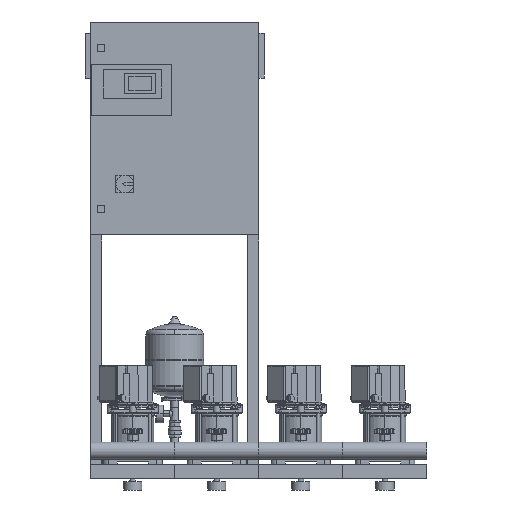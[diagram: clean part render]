
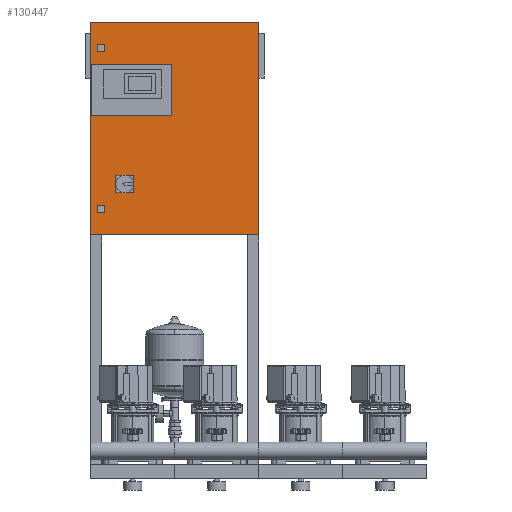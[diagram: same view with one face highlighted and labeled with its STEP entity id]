
A CAD part, front view. The second image highlights one B-rep face of the part: STEP entity #130447.
In plain terms, the highlighted planar face has unit normal (0, -1, 0).
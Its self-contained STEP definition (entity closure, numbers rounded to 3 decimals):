
#129066=CARTESIAN_POINT('',(50.,-195.091,1590.0));
#129067=VERTEX_POINT('',#129066);
#129074=CARTESIAN_POINT('',(25.,-195.091,1590.0));
#129075=VERTEX_POINT('',#129074);
#129076=CARTESIAN_POINT('',(25.,-195.091,1590.0));
#129077=DIRECTION('',(1.0,0.0,0.0));
#129078=VECTOR('',#129077,25.0);
#129079=LINE('',#129076,#129078);
#129080=EDGE_CURVE('',#129075,#129067,#129079,.T.);
#129098=CARTESIAN_POINT('',(25.0,-195.091,1565.0));
#129099=VERTEX_POINT('',#129098);
#129100=CARTESIAN_POINT('',(25.0,-195.091,1565.0));
#129101=DIRECTION('',(0.0,0.0,1.0));
#129102=VECTOR('',#129101,25.0);
#129103=LINE('',#129100,#129102);
#129104=EDGE_CURVE('',#129099,#129075,#129103,.T.);
#129122=CARTESIAN_POINT('',(50.,-195.091,1565.0));
#129123=VERTEX_POINT('',#129122);
#129124=CARTESIAN_POINT('',(50.,-195.091,1565.0));
#129125=DIRECTION('',(-1.0,0.0,0.0));
#129126=VECTOR('',#129125,25.);
#129127=LINE('',#129124,#129126);
#129128=EDGE_CURVE('',#129123,#129099,#129127,.T.);
#129146=CARTESIAN_POINT('',(50.,-195.091,1590.0));
#129147=DIRECTION('',(0.0,0.0,-1.0));
#129148=VECTOR('',#129147,25.0);
#129149=LINE('',#129146,#129148);
#129150=EDGE_CURVE('',#129067,#129123,#129149,.T.);
#129171=CARTESIAN_POINT('',(50.,-195.091,990.0));
#129172=VERTEX_POINT('',#129171);
#129179=CARTESIAN_POINT('',(50.,-195.091,1015.0));
#129180=VERTEX_POINT('',#129179);
#129181=CARTESIAN_POINT('',(50.,-195.091,1015.0));
#129182=DIRECTION('',(0.0,0.0,-1.0));
#129183=VECTOR('',#129182,25.0);
#129184=LINE('',#129181,#129183);
#129185=EDGE_CURVE('',#129180,#129172,#129184,.T.);
#129209=CARTESIAN_POINT('',(25.,-195.091,990.0));
#129210=VERTEX_POINT('',#129209);
#129217=CARTESIAN_POINT('',(50.,-195.091,990.0));
#129218=DIRECTION('',(-1.0,0.0,0.0));
#129219=VECTOR('',#129218,25.);
#129220=LINE('',#129217,#129219);
#129221=EDGE_CURVE('',#129172,#129210,#129220,.T.);
#129240=CARTESIAN_POINT('',(25.,-195.091,1015.0));
#129241=VERTEX_POINT('',#129240);
#129248=CARTESIAN_POINT('',(25.,-195.091,990.0));
#129249=DIRECTION('',(0.0,0.0,1.0));
#129250=VECTOR('',#129249,25.0);
#129251=LINE('',#129248,#129250);
#129252=EDGE_CURVE('',#129210,#129241,#129251,.T.);
#129270=CARTESIAN_POINT('',(25.,-195.091,1015.0));
#129271=DIRECTION('',(1.0,0.0,0.0));
#129272=VECTOR('',#129271,25.);
#129273=LINE('',#129270,#129272);
#129274=EDGE_CURVE('',#129241,#129180,#129273,.T.);
#129979=CARTESIAN_POINT('',(2.0,-195.091,1520.0));
#129980=VERTEX_POINT('',#129979);
#129987=CARTESIAN_POINT('',(2.0,-195.091,1335.0));
#129988=VERTEX_POINT('',#129987);
#129989=CARTESIAN_POINT('',(2.0,-195.091,1335.0));
#129990=DIRECTION('',(0.0,0.0,1.0));
#129991=VECTOR('',#129990,185.0);
#129992=LINE('',#129989,#129991);
#129993=EDGE_CURVE('',#129988,#129980,#129992,.T.);
#130018=CARTESIAN_POINT('',(288.,-195.091,1335.0));
#130019=VERTEX_POINT('',#130018);
#130020=CARTESIAN_POINT('',(288.,-195.091,1335.0));
#130021=DIRECTION('',(-1.0,0.0,0.0));
#130022=VECTOR('',#130021,286.);
#130023=LINE('',#130020,#130022);
#130024=EDGE_CURVE('',#130019,#129988,#130023,.T.);
#130049=CARTESIAN_POINT('',(288.0,-195.091,1520.0));
#130050=VERTEX_POINT('',#130049);
#130051=CARTESIAN_POINT('',(288.0,-195.091,1520.0));
#130052=DIRECTION('',(0.0,0.0,-1.0));
#130053=VECTOR('',#130052,185.0);
#130054=LINE('',#130051,#130053);
#130055=EDGE_CURVE('',#130050,#130019,#130054,.T.);
#130078=CARTESIAN_POINT('',(2.0,-195.091,1520.0));
#130079=DIRECTION('',(1.0,0.0,0.0));
#130080=VECTOR('',#130079,286.0);
#130081=LINE('',#130078,#130080);
#130082=EDGE_CURVE('',#129980,#130050,#130081,.T.);
#130390=CARTESIAN_POINT('',(300.,-195.091,1290.0));
#130391=DIRECTION('',(0.0,-1.0,0.0));
#130392=DIRECTION('',(1.0,0.0,0.0));
#130393=AXIS2_PLACEMENT_3D('',#130390,#130391,#130392);
#130394=PLANE('',#130393);
#130395=CARTESIAN_POINT('',(0.,-195.091,910.0));
#130396=VERTEX_POINT('',#130395);
#130397=CARTESIAN_POINT('',(0.,-195.091,1670.0));
#130398=VERTEX_POINT('',#130397);
#130399=CARTESIAN_POINT('',(0.,-195.091,910.0));
#130400=DIRECTION('',(0.0,0.0,1.0));
#130401=VECTOR('',#130400,760.0);
#130402=LINE('',#130399,#130401);
#130403=EDGE_CURVE('',#130396,#130398,#130402,.T.);
#130404=ORIENTED_EDGE('',*,*,#130403,.F.);
#130405=CARTESIAN_POINT('',(600.0,-195.091,910.0));
#130406=VERTEX_POINT('',#130405);
#130407=CARTESIAN_POINT('',(600.0,-195.091,910.0));
#130408=DIRECTION('',(-1.0,0.0,0.0));
#130409=VECTOR('',#130408,600.);
#130410=LINE('',#130407,#130409);
#130411=EDGE_CURVE('',#130406,#130396,#130410,.T.);
#130412=ORIENTED_EDGE('',*,*,#130411,.F.);
#130413=CARTESIAN_POINT('',(600.0,-195.091,1670.0));
#130414=VERTEX_POINT('',#130413);
#130415=CARTESIAN_POINT('',(600.0,-195.091,1670.0));
#130416=DIRECTION('',(0.0,0.0,-1.0));
#130417=VECTOR('',#130416,760.0);
#130418=LINE('',#130415,#130417);
#130419=EDGE_CURVE('',#130414,#130406,#130418,.T.);
#130420=ORIENTED_EDGE('',*,*,#130419,.F.);
#130421=CARTESIAN_POINT('',(0.,-195.091,1670.0));
#130422=DIRECTION('',(1.0,0.0,0.0));
#130423=VECTOR('',#130422,600.0);
#130424=LINE('',#130421,#130423);
#130425=EDGE_CURVE('',#130398,#130414,#130424,.T.);
#130426=ORIENTED_EDGE('',*,*,#130425,.F.);
#130427=EDGE_LOOP('',(#130404,#130412,#130420,#130426));
#130428=FACE_OUTER_BOUND('',#130427,.T.);
#130429=ORIENTED_EDGE('',*,*,#129080,.T.);
#130430=ORIENTED_EDGE('',*,*,#129150,.T.);
#130431=ORIENTED_EDGE('',*,*,#129128,.T.);
#130432=ORIENTED_EDGE('',*,*,#129104,.T.);
#130433=EDGE_LOOP('',(#130429,#130430,#130431,#130432));
#130434=FACE_BOUND('',#130433,.T.);
#130435=ORIENTED_EDGE('',*,*,#129185,.T.);
#130436=ORIENTED_EDGE('',*,*,#129221,.T.);
#130437=ORIENTED_EDGE('',*,*,#129252,.T.);
#130438=ORIENTED_EDGE('',*,*,#129274,.T.);
#130439=EDGE_LOOP('',(#130435,#130436,#130437,#130438));
#130440=FACE_BOUND('',#130439,.T.);
#130441=ORIENTED_EDGE('',*,*,#129993,.T.);
#130442=ORIENTED_EDGE('',*,*,#130082,.T.);
#130443=ORIENTED_EDGE('',*,*,#130055,.T.);
#130444=ORIENTED_EDGE('',*,*,#130024,.T.);
#130445=EDGE_LOOP('',(#130441,#130442,#130443,#130444));
#130446=FACE_BOUND('',#130445,.T.);
#130447=ADVANCED_FACE('',(#130428,#130434,#130440,#130446),#130394,.T.);
